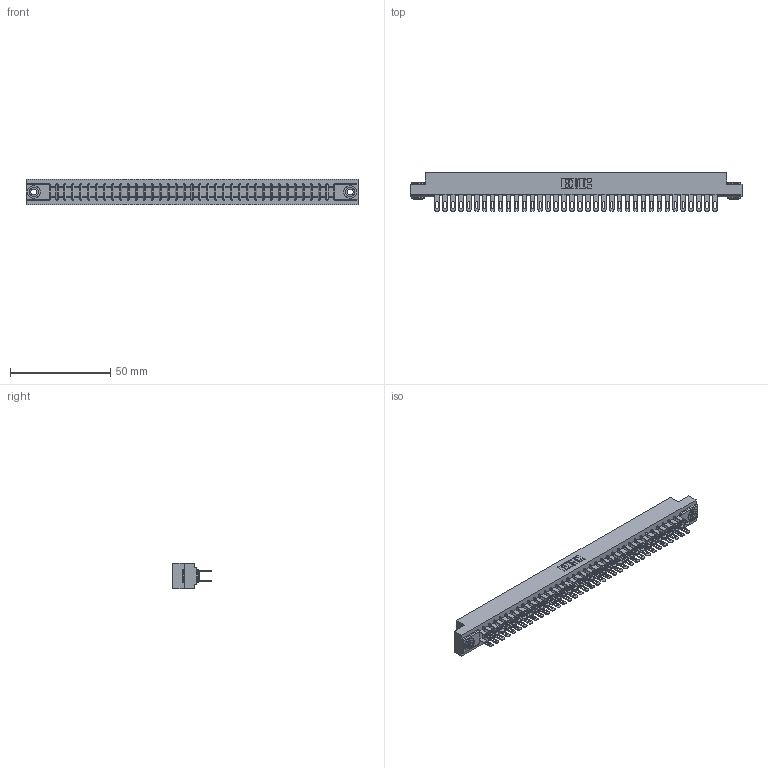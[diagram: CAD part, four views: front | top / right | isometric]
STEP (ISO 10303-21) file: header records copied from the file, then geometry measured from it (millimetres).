
FILE_DESCRIPTION (( 'STEP AP203' ), '1' );
FILE_NAME ('307-072-500-203.STEP', '2019-09-06T20:03:00', ( '' ), ( '' ), 'SwSTEP 2.0', 'SolidWorks 2016', '' );
FILE_SCHEMA (( 'CONFIG_CONTROL_DESIGN' ));
Length unit declared in the file: inch
Products named in the file (4): 345-250-002_345-250-002-102; 307-290-001_500; 307-072-500-203; 307 Part_.156 Dia Mounting Holes
Assembly tree (75 placements, depth 2):
  307-072-500-203
    307 Part_.156 Dia Mounting Holes
    307-290-001_500  x72
    345-250-002_345-250-002-102  x2
Bounding box: 165.66 x 19.18 x 12.7 mm (x, y, z)
Volume: 17780.9 mm3; surface area: 23031.2 mm2
Topology: 75 solids, 75 shells, 3519 faces, 9795 edges, 6330 vertices
Faces by surface type: plane 2254, cylinder 1183, sphere 74, cone 8
Entity records: 33793 total; most frequent: CARTESIAN_POINT 5509, ORIENTED_EDGE 5450, DIRECTION 5415, EDGE_CURVE 2725, LINE 2079, VECTOR 2079, VERTEX_POINT 1762, AXIS2_PLACEMENT_3D 1668
